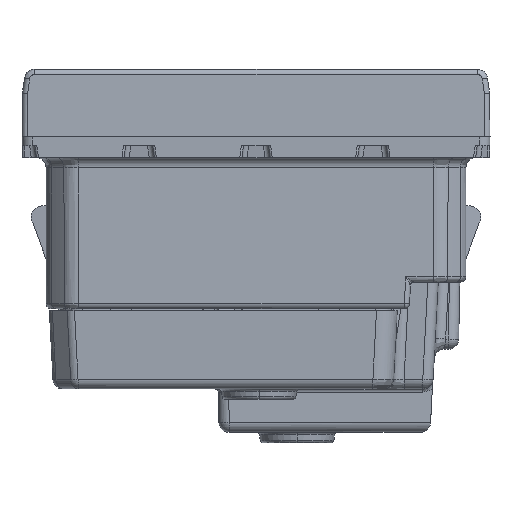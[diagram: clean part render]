
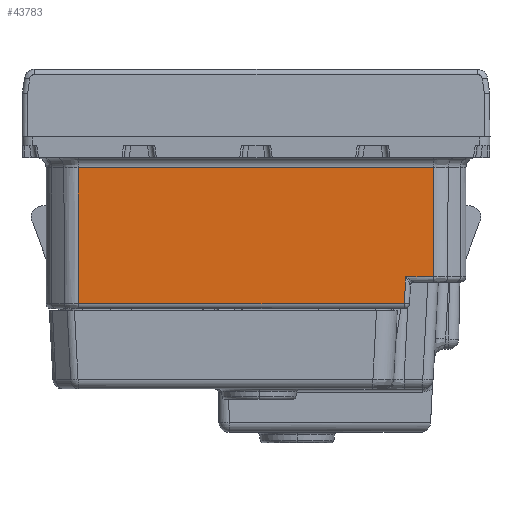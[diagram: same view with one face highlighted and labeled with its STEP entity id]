
A CAD part, left-side view. The second image highlights one B-rep face of the part: STEP entity #43783.
In plain terms, the highlighted planar face has unit normal (-1, 0, -0.009).
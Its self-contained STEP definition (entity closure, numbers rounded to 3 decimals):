
#43748=AXIS2_PLACEMENT_3D('Plane Axis2P3D',#43745,#43746,#43747) ;
#38558=CARTESIAN_POINT('Vertex',(-20.153,17.121,-5.441)) ;
#38561=CARTESIAN_POINT('Line Origine',(-20.153,0.,-5.441)) ;
#38565=CARTESIAN_POINT('Vertex',(-20.153,-17.121,-5.441)) ;
#40259=CARTESIAN_POINT('Vertex',(-20.061,-17.084,-15.934)) ;
#40262=CARTESIAN_POINT('Line Origine',(-20.061,-0.662,-15.934)) ;
#40266=CARTESIAN_POINT('Vertex',(-20.061,-14.41,-15.934)) ;
#43745=CARTESIAN_POINT('Axis2P3D Location',(-20.2,0.,0.)) ;
#43751=CARTESIAN_POINT('Control Point',(-20.153,17.121,-5.441)) ;
#43752=CARTESIAN_POINT('Control Point',(-20.115,17.106,-9.796)) ;
#43753=CARTESIAN_POINT('Control Point',(-20.077,17.09,-14.15)) ;
#43754=CARTESIAN_POINT('Control Point',(-20.039,17.075,-18.504)) ;
#43755=CARTESIAN_POINT('Vertex',(-20.039,17.075,-18.504)) ;
#43758=CARTESIAN_POINT('Line Origine',(-20.039,0.,-18.504)) ;
#43762=CARTESIAN_POINT('Vertex',(-20.039,-14.276,-18.504)) ;
#43766=CARTESIAN_POINT('Control Point',(-20.061,-14.41,-15.934)) ;
#43767=CARTESIAN_POINT('Control Point',(-20.039,-14.276,-18.504)) ;
#43770=CARTESIAN_POINT('Control Point',(-20.153,-17.121,-5.441)) ;
#43771=CARTESIAN_POINT('Control Point',(-20.122,-17.108,-8.939)) ;
#43772=CARTESIAN_POINT('Control Point',(-20.091,-17.096,-12.437)) ;
#43773=CARTESIAN_POINT('Control Point',(-20.061,-17.084,-15.934)) ;
#38562=DIRECTION('Vector Direction',(0.,-1.,0.)) ;
#40263=DIRECTION('Vector Direction',(0.,1.,0.)) ;
#43746=DIRECTION('Axis2P3D Direction',(-1.,-0.,-0.009)) ;
#43747=DIRECTION('Axis2P3D XDirection',(0.,-1.,0.)) ;
#43759=DIRECTION('Vector Direction',(0.,-1.,0.)) ;
#38563=VECTOR('Line Direction',#38562,1.) ;
#40264=VECTOR('Line Direction',#40263,1.) ;
#43760=VECTOR('Line Direction',#43759,1.) ;
#43776=ORIENTED_EDGE('',*,*,#43757,.F.) ;
#43777=ORIENTED_EDGE('',*,*,#43764,.F.) ;
#43778=ORIENTED_EDGE('',*,*,#43768,.T.) ;
#43779=ORIENTED_EDGE('',*,*,#40268,.F.) ;
#43780=ORIENTED_EDGE('',*,*,#43774,.T.) ;
#43781=ORIENTED_EDGE('',*,*,#38567,.T.) ;
#43783=ADVANCED_FACE('Socle 45 seci.1\\Corps principal',(#43782),#43749,.T.) ;
#43750=B_SPLINE_CURVE_WITH_KNOTS('',3,(#43751,#43752,#43753,#43754),.UNSPECIFIED.,.F.,.U.,(4,4),(13.07,31.545),.UNSPECIFIED.) ;
#43765=B_SPLINE_CURVE_WITH_KNOTS('',1,(#43766,#43767),.UNSPECIFIED.,.F.,.U.,(2,2),(6.692,9.265),.UNSPECIFIED.) ;
#43769=B_SPLINE_CURVE_WITH_KNOTS('',3,(#43770,#43771,#43772,#43773),.UNSPECIFIED.,.F.,.U.,(4,4),(13.07,27.91),.UNSPECIFIED.) ;
#38567=EDGE_CURVE('',#38566,#38559,#38564,.F.) ;
#40268=EDGE_CURVE('',#40260,#40267,#40265,.T.) ;
#43757=EDGE_CURVE('',#43756,#38559,#43750,.F.) ;
#43764=EDGE_CURVE('',#43763,#43756,#43761,.F.) ;
#43768=EDGE_CURVE('',#43763,#40267,#43765,.F.) ;
#43774=EDGE_CURVE('',#40260,#38566,#43769,.F.) ;
#43775=EDGE_LOOP('',(#43776,#43777,#43778,#43779,#43780,#43781)) ;
#43782=FACE_OUTER_BOUND('',#43775,.T.) ;
#38564=LINE('Line',#38561,#38563) ;
#40265=LINE('Line',#40262,#40264) ;
#43761=LINE('Line',#43758,#43760) ;
#43749=PLANE('',#43748) ;
#38559=VERTEX_POINT('',#38558) ;
#38566=VERTEX_POINT('',#38565) ;
#40260=VERTEX_POINT('',#40259) ;
#40267=VERTEX_POINT('',#40266) ;
#43756=VERTEX_POINT('',#43755) ;
#43763=VERTEX_POINT('',#43762) ;
